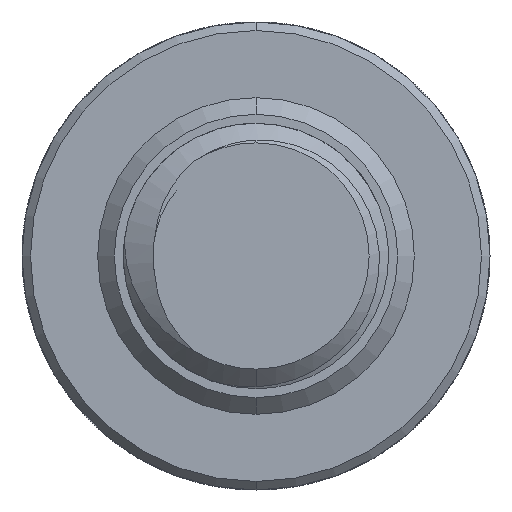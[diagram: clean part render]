
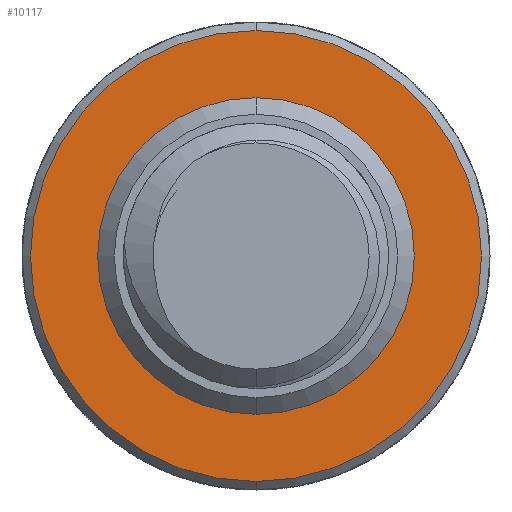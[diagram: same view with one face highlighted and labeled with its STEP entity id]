
A CAD part, front view. The second image highlights one B-rep face of the part: STEP entity #10117.
In plain terms, the highlighted planar face has unit normal (0, -1, 0).
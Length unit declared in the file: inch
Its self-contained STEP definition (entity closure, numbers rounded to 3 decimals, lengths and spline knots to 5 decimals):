
#2973 = VERTEX_POINT ( 'NONE', #4959 ) ;
#3443 = AXIS2_PLACEMENT_3D ( 'NONE', #9839, #10067, #13358 ) ;
#3501 = ORIENTED_EDGE ( 'NONE', *, *, #11218, .T. ) ;
#3935 = DIRECTION ( 'NONE',  ( 0., 1., 0. ) ) ;
#4866 = DIRECTION ( 'NONE',  ( 0., -1., 0. ) ) ;
#4959 = CARTESIAN_POINT ( 'NONE',  ( 0., 0.35384, 0.176 ) ) ;
#5003 = EDGE_CURVE ( 'NONE', #13552, #11883, #17626, .T. ) ;
#5265 = CIRCLE ( 'NONE', #22019, 0.176 ) ;
#6575 = DIRECTION ( 'NONE',  ( 0., 1., 0. ) ) ;
#6732 = AXIS2_PLACEMENT_3D ( 'NONE', #19942, #3935, #11070 ) ;
#8173 = EDGE_LOOP ( 'NONE', ( #21147, #14509 ) ) ;
#8604 = CIRCLE ( 'NONE', #14970, 0.26559 ) ;
#9806 = CARTESIAN_POINT ( 'NONE',  ( 0., 0.35384, -0.176 ) ) ;
#9839 = CARTESIAN_POINT ( 'NONE',  ( 0., 0.35384, 0. ) ) ;
#9996 = DIRECTION ( 'NONE',  ( 0., 1., 0. ) ) ;
#10067 = DIRECTION ( 'NONE',  ( 0., -1., 0. ) ) ;
#10117 = ADVANCED_FACE ( 'NONE', ( #11421, #16902 ), #11745, .F. ) ;
#10362 = CARTESIAN_POINT ( 'NONE',  ( 0., 0.35384, 0. ) ) ;
#10535 = CARTESIAN_POINT ( 'NONE',  ( 0., 0.35384, 0. ) ) ;
#11070 = DIRECTION ( 'NONE',  ( 0., 0., 1. ) ) ;
#11218 = EDGE_CURVE ( 'NONE', #11883, #13552, #8604, .T. ) ;
#11421 = FACE_OUTER_BOUND ( 'NONE', #20063, .T. ) ;
#11456 = EDGE_CURVE ( 'NONE', #20627, #2973, #20552, .T. ) ;
#11745 = PLANE ( 'NONE',  #13476 ) ;
#11883 = VERTEX_POINT ( 'NONE', #14537 ) ;
#11980 = ORIENTED_EDGE ( 'NONE', *, *, #5003, .T. ) ;
#12168 = EDGE_CURVE ( 'NONE', #2973, #20627, #5265, .T. ) ;
#13358 = DIRECTION ( 'NONE',  ( 0., 0., 1. ) ) ;
#13476 = AXIS2_PLACEMENT_3D ( 'NONE', #18886, #9996, #17022 ) ;
#13552 = VERTEX_POINT ( 'NONE', #22908 ) ;
#13694 = DIRECTION ( 'NONE',  ( 0., 0., 1. ) ) ;
#13977 = DIRECTION ( 'NONE',  ( 0., 0., 1. ) ) ;
#14509 = ORIENTED_EDGE ( 'NONE', *, *, #11456, .T. ) ;
#14537 = CARTESIAN_POINT ( 'NONE',  ( 0., 0.35384, 0.26559 ) ) ;
#14970 = AXIS2_PLACEMENT_3D ( 'NONE', #10362, #4866, #13977 ) ;
#16902 = FACE_BOUND ( 'NONE', #8173, .T. ) ;
#17022 = DIRECTION ( 'NONE',  ( 0., 0., 1. ) ) ;
#17626 = CIRCLE ( 'NONE', #3443, 0.26559 ) ;
#18886 = CARTESIAN_POINT ( 'NONE',  ( 0.27559, 0.35384, 0. ) ) ;
#19942 = CARTESIAN_POINT ( 'NONE',  ( 0., 0.35384, 0. ) ) ;
#20063 = EDGE_LOOP ( 'NONE', ( #3501, #11980 ) ) ;
#20552 = CIRCLE ( 'NONE', #6732, 0.176 ) ;
#20627 = VERTEX_POINT ( 'NONE', #9806 ) ;
#21147 = ORIENTED_EDGE ( 'NONE', *, *, #12168, .T. ) ;
#22019 = AXIS2_PLACEMENT_3D ( 'NONE', #10535, #6575, #13694 ) ;
#22908 = CARTESIAN_POINT ( 'NONE',  ( 0., 0.35384, -0.26559 ) ) ;
